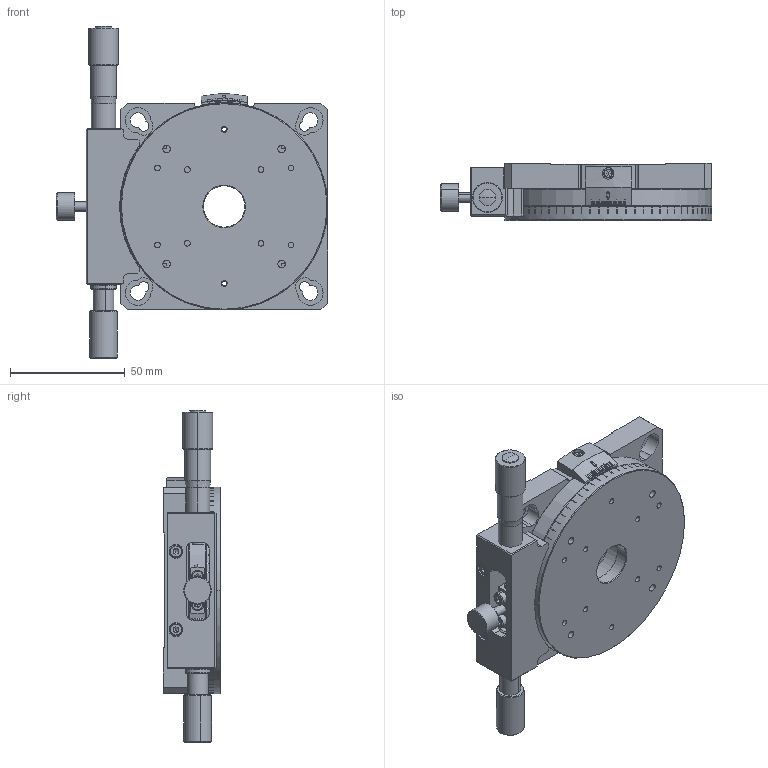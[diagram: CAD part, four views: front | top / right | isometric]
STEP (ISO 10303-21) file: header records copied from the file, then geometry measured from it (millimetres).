
FILE_DESCRIPTION (( 'STEP AP203' ), '1' );
FILE_NAME ('SKR10A-90.STEP', '2022-06-08T06:09:03', ( '' ), ( '' ), 'SwSTEP 2.0', 'SolidWorks 2020', '' );
FILE_SCHEMA (( 'CONFIG_CONTROL_DESIGN' ));
Length unit declared in the file: millimetre
Products named in the file (1): SKR10A-90
Bounding box: 118 x 25 x 144.41 mm (x, y, z)
Surface area: 44662.6 mm2 (no closed solid volume)
Topology: 0 solids, 30 shells, 535 faces, 2185 edges, 1529 vertices
Faces by surface type: plane 262, cylinder 173, cone 62, torus 26, bspline 10, sphere 2
Entity records: 23824 total; most frequent: CARTESIAN_POINT 5688, DIRECTION 3935, ORIENTED_EDGE 3339, EDGE_CURVE 2156, VERTEX_POINT 1526, AXIS2_PLACEMENT_3D 1341, LINE 1253, VECTOR 1253
